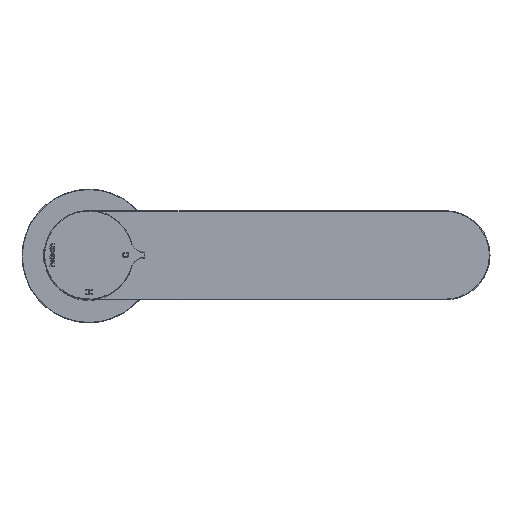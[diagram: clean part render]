
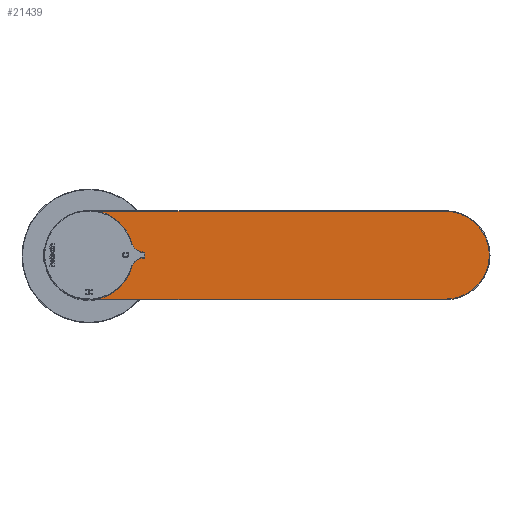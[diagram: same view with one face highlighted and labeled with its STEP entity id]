
A CAD part, top view. The second image highlights one B-rep face of the part: STEP entity #21439.
In plain terms, the highlighted planar face has unit normal (0, 0, 1).
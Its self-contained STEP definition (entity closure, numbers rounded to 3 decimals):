
#209=LINE('',#33311,#2829);
#210=LINE('',#33315,#2830);
#2829=VECTOR('',#26089,1000.);
#2830=VECTOR('',#26092,1000.);
#5942=ORIENTED_EDGE('',*,*,#11988,.T.);
#5943=ORIENTED_EDGE('',*,*,#11989,.T.);
#5944=ORIENTED_EDGE('',*,*,#11990,.T.);
#5945=ORIENTED_EDGE('',*,*,#11991,.T.);
#5946=ORIENTED_EDGE('',*,*,#11992,.T.);
#11988=EDGE_CURVE('',#15046,#15047,#17112,.F.);
#11989=EDGE_CURVE('',#15047,#15048,#209,.F.);
#11990=EDGE_CURVE('',#15048,#15049,#17113,.F.);
#11991=EDGE_CURVE('',#15049,#15046,#210,.T.);
#11992=EDGE_CURVE('',#15050,#15050,#17114,.T.);
#15046=VERTEX_POINT('',#33309);
#15047=VERTEX_POINT('',#33310);
#15048=VERTEX_POINT('',#33312);
#15049=VERTEX_POINT('',#33314);
#15050=VERTEX_POINT('',#33317);
#17112=CIRCLE('',#24409,19.7);
#17113=CIRCLE('',#24410,19.7);
#17114=CIRCLE('',#24411,17.8);
#17526=EDGE_LOOP('',(#5942,#5943,#5944,#5945));
#17527=EDGE_LOOP('',(#5946));
#19056=FACE_BOUND('',#17526,.T.);
#19057=FACE_BOUND('',#17527,.T.);
#20450=PLANE('',#24408);
#21439=ADVANCED_FACE('',(#19056,#19057),#20450,.F.);
#24408=AXIS2_PLACEMENT_3D('',#33307,#26085,#26086);
#24409=AXIS2_PLACEMENT_3D('',#33308,#26087,#26088);
#24410=AXIS2_PLACEMENT_3D('',#33313,#26090,#26091);
#24411=AXIS2_PLACEMENT_3D('',#33316,#26093,#26094);
#26085=DIRECTION('',(0.,0.,-1.));
#26086=DIRECTION('',(-1.,0.,0.));
#26087=DIRECTION('',(0.,0.,-1.));
#26088=DIRECTION('',(-1.,0.,0.));
#26089=DIRECTION('',(-1.,0.,0.));
#26090=DIRECTION('',(0.,0.,-1.));
#26091=DIRECTION('',(-1.,0.,0.));
#26092=DIRECTION('',(-1.,0.,0.));
#26093=DIRECTION('',(0.,0.,-1.));
#26094=DIRECTION('',(-1.,0.,0.));
#33307=CARTESIAN_POINT('',(120.,-20.,116.));
#33308=CARTESIAN_POINT('',(0.,0.,116.));
#33309=CARTESIAN_POINT('',(0.,19.7,116.));
#33310=CARTESIAN_POINT('',(0.,-19.7,116.));
#33311=CARTESIAN_POINT('',(120.,-19.7,116.));
#33312=CARTESIAN_POINT('',(160.,-19.7,116.));
#33313=CARTESIAN_POINT('',(160.,0.,116.));
#33314=CARTESIAN_POINT('',(160.,19.7,116.));
#33315=CARTESIAN_POINT('',(120.,19.7,116.));
#33316=CARTESIAN_POINT('',(0.,0.,116.));
#33317=CARTESIAN_POINT('',(-17.8,0.,116.));
